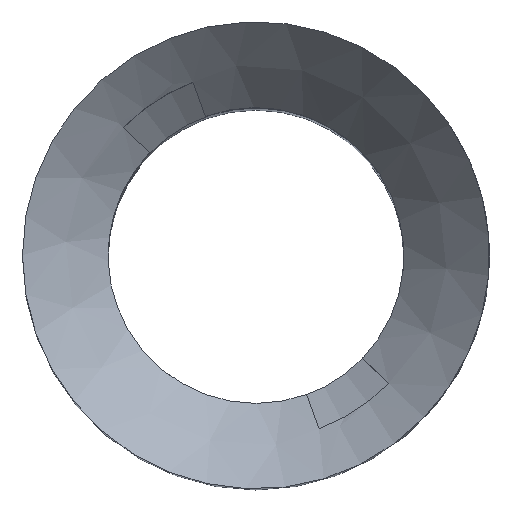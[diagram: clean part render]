
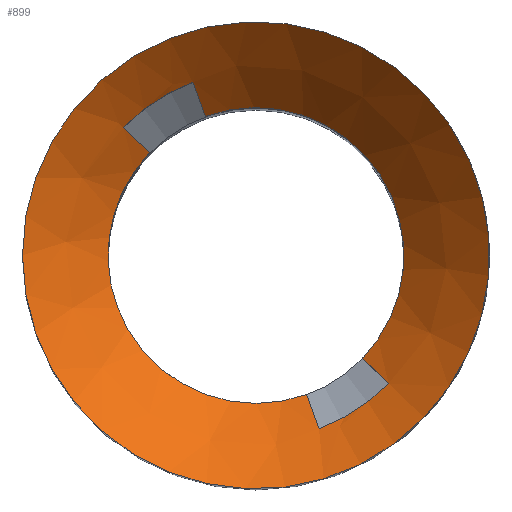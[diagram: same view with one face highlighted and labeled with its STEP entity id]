
A CAD part, top view. The second image highlights one B-rep face of the part: STEP entity #899.
In plain terms, the highlighted conical face has half-angle 45 degrees and reference radius 5.5 mm.
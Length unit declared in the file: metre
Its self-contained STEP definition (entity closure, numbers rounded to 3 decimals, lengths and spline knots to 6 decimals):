
#32=CONICAL_SURFACE('',#971,0.0055,0.785);
#53=LINE('',#1384,#141);
#54=LINE('',#1388,#142);
#55=LINE('',#1389,#143);
#56=LINE('',#1393,#144);
#141=VECTOR('',#1093,1.);
#142=VECTOR('',#1096,1.);
#143=VECTOR('',#1097,1.);
#144=VECTOR('',#1100,1.);
#238=ORIENTED_EDGE('',*,*,#510,.F.);
#239=ORIENTED_EDGE('',*,*,#511,.F.);
#240=ORIENTED_EDGE('',*,*,#512,.T.);
#241=ORIENTED_EDGE('',*,*,#513,.T.);
#242=ORIENTED_EDGE('',*,*,#504,.T.);
#243=ORIENTED_EDGE('',*,*,#514,.F.);
#244=ORIENTED_EDGE('',*,*,#515,.T.);
#245=ORIENTED_EDGE('',*,*,#516,.T.);
#246=ORIENTED_EDGE('',*,*,#496,.T.);
#496=EDGE_CURVE('',#633,#632,#723,.F.);
#504=EDGE_CURVE('',#641,#640,#727,.F.);
#510=EDGE_CURVE('',#646,#646,#730,.T.);
#511=EDGE_CURVE('',#647,#632,#53,.F.);
#512=EDGE_CURVE('',#647,#648,#731,.F.);
#513=EDGE_CURVE('',#648,#641,#54,.F.);
#514=EDGE_CURVE('',#649,#640,#55,.F.);
#515=EDGE_CURVE('',#649,#650,#732,.F.);
#516=EDGE_CURVE('',#650,#633,#56,.F.);
#632=VERTEX_POINT('',#1353);
#633=VERTEX_POINT('',#1355);
#640=VERTEX_POINT('',#1369);
#641=VERTEX_POINT('',#1371);
#646=VERTEX_POINT('',#1383);
#647=VERTEX_POINT('',#1385);
#648=VERTEX_POINT('',#1387);
#649=VERTEX_POINT('',#1390);
#650=VERTEX_POINT('',#1392);
#723=CIRCLE('',#964,0.0057);
#727=CIRCLE('',#968,0.0057);
#730=CIRCLE('',#972,0.009);
#731=CIRCLE('',#973,0.0071);
#732=CIRCLE('',#974,0.0071);
#771=EDGE_LOOP('',(#238));
#772=EDGE_LOOP('',(#239,#240,#241,#242,#243,#244,#245,#246));
#827=FACE_BOUND('',#771,.T.);
#828=FACE_BOUND('',#772,.T.);
#899=ADVANCED_FACE('',(#827,#828),#32,.F.);
#964=AXIS2_PLACEMENT_3D('',#1354,#1068,#1069);
#968=AXIS2_PLACEMENT_3D('',#1370,#1080,#1081);
#971=AXIS2_PLACEMENT_3D('',#1381,#1089,#1090);
#972=AXIS2_PLACEMENT_3D('',#1382,#1091,#1092);
#973=AXIS2_PLACEMENT_3D('',#1386,#1094,#1095);
#974=AXIS2_PLACEMENT_3D('',#1391,#1098,#1099);
#1068=DIRECTION('',(0.,0.,1.));
#1069=DIRECTION('',(1.,0.,0.));
#1080=DIRECTION('',(0.,0.,1.));
#1081=DIRECTION('',(1.,0.,0.));
#1089=DIRECTION('',(0.,0.,1.));
#1090=DIRECTION('',(1.,0.,0.));
#1091=DIRECTION('',(0.,0.,-1.));
#1092=DIRECTION('',(-1.,0.,0.));
#1093=DIRECTION('',(-0.509,0.491,0.707));
#1094=DIRECTION('',(0.,0.,1.));
#1095=DIRECTION('',(1.,0.,0.));
#1096=DIRECTION('',(-0.242,0.664,0.707));
#1097=DIRECTION('',(0.509,-0.491,0.707));
#1098=DIRECTION('',(0.,0.,1.));
#1099=DIRECTION('',(1.,0.,0.));
#1100=DIRECTION('',(0.242,-0.664,0.707));
#1353=CARTESIAN_POINT('',(-0.0041,0.00396,0.0567));
#1354=CARTESIAN_POINT('',(0.,0.,0.0567));
#1355=CARTESIAN_POINT('',(0.00195,-0.005356,0.0567));
#1369=CARTESIAN_POINT('',(0.0041,-0.00396,0.0567));
#1370=CARTESIAN_POINT('',(0.,0.,0.0567));
#1371=CARTESIAN_POINT('',(-0.00195,0.005356,0.0567));
#1381=CARTESIAN_POINT('',(0.,0.,0.0565));
#1382=CARTESIAN_POINT('',(0.,0.,0.06));
#1383=CARTESIAN_POINT('',(-0.009,0.,0.06));
#1384=CARTESIAN_POINT('',(0.,0.,0.051));
#1385=CARTESIAN_POINT('',(-0.005107,0.004932,0.0581));
#1386=CARTESIAN_POINT('',(0.,0.,0.0581));
#1387=CARTESIAN_POINT('',(-0.002428,0.006672,0.0581));
#1388=CARTESIAN_POINT('',(0.,0.,0.051));
#1389=CARTESIAN_POINT('',(0.,0.,0.051));
#1390=CARTESIAN_POINT('',(0.005107,-0.004932,0.0581));
#1391=CARTESIAN_POINT('',(0.,0.,0.0581));
#1392=CARTESIAN_POINT('',(0.002428,-0.006672,0.0581));
#1393=CARTESIAN_POINT('',(0.,0.,0.051));
